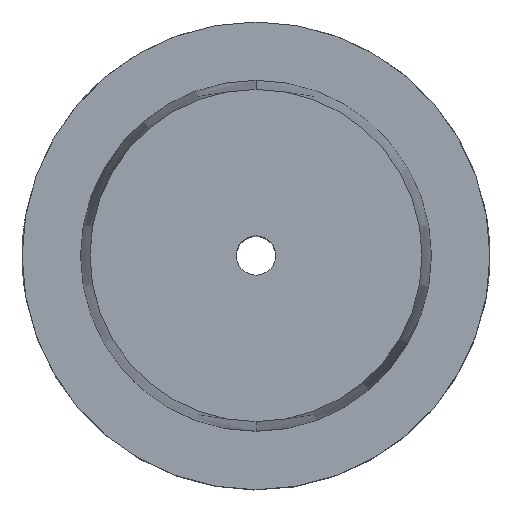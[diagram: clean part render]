
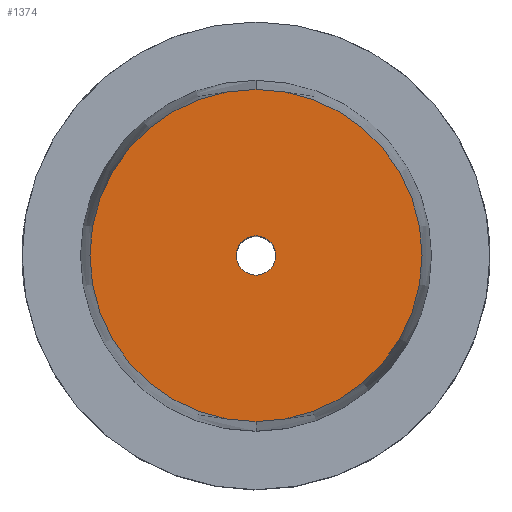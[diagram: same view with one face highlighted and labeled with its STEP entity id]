
A CAD part, top view. The second image highlights one B-rep face of the part: STEP entity #1374.
In plain terms, the highlighted planar face has unit normal (0, 0, 1).
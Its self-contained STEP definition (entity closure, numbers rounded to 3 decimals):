
#125=CARTESIAN_POINT('',(0.,0.,50.));
#126=DIRECTION('',(0.,0.,1.));
#127=DIRECTION('',(0.,1.,0.));
#128=AXIS2_PLACEMENT_3D('',#125,#126,#127);
#133=CARTESIAN_POINT('',(0.,0.,50.));
#134=DIRECTION('',(0.,0.,-1.));
#135=DIRECTION('',(0.,1.,0.));
#136=AXIS2_PLACEMENT_3D('',#133,#134,#135);
#141=CARTESIAN_POINT('',(0.,0.,50.));
#142=DIRECTION('',(0.,0.,-1.));
#143=DIRECTION('',(0.,1.,0.));
#144=AXIS2_PLACEMENT_3D('',#141,#142,#143);
#149=CARTESIAN_POINT('',(0.,0.,50.));
#150=DIRECTION('',(0.,0.,-1.));
#151=DIRECTION('',(0.,-1.,0.));
#152=AXIS2_PLACEMENT_3D('',#149,#150,#151);
#1132=CARTESIAN_POINT('',(0.,4.2,50.));
#1133=CARTESIAN_POINT('',(0.,-4.2,50.));
#1134=VERTEX_POINT('',#1132);
#1135=VERTEX_POINT('',#1133);
#1174=CARTESIAN_POINT('',(0.,35.501,50.));
#1175=VERTEX_POINT('',#1174);
#1176=CARTESIAN_POINT('',(0.,-35.501,50.));
#1177=VERTEX_POINT('',#1176);
#1359=CARTESIAN_POINT('',(0.,0.,50.));
#1360=DIRECTION('',(0.,0.,-1.));
#1361=DIRECTION('',(0.,-1.,0.));
#1362=AXIS2_PLACEMENT_3D('',#1359,#1360,#1361);
#1363=PLANE('',#1362);
#1365=ORIENTED_EDGE('',*,*,#1364,.F.);
#1367=ORIENTED_EDGE('',*,*,#1366,.T.);
#1368=EDGE_LOOP('',(#1365,#1367));
#1369=FACE_OUTER_BOUND('',#1368,.F.);
#1370=ORIENTED_EDGE('',*,*,#1339,.F.);
#1371=ORIENTED_EDGE('',*,*,#1353,.F.);
#1372=EDGE_LOOP('',(#1370,#1371));
#1373=FACE_BOUND('',#1372,.F.);
#129=CIRCLE('',#128,35.501);
#137=CIRCLE('',#136,35.501);
#145=CIRCLE('',#144,4.2);
#153=CIRCLE('',#152,4.2);
#1339=EDGE_CURVE('',#1134,#1135,#145,.T.);
#1353=EDGE_CURVE('',#1135,#1134,#153,.T.);
#1364=EDGE_CURVE('',#1175,#1177,#129,.T.);
#1366=EDGE_CURVE('',#1175,#1177,#137,.T.);
#1374=ADVANCED_FACE('',(#1369,#1373),#1363,.F.);
